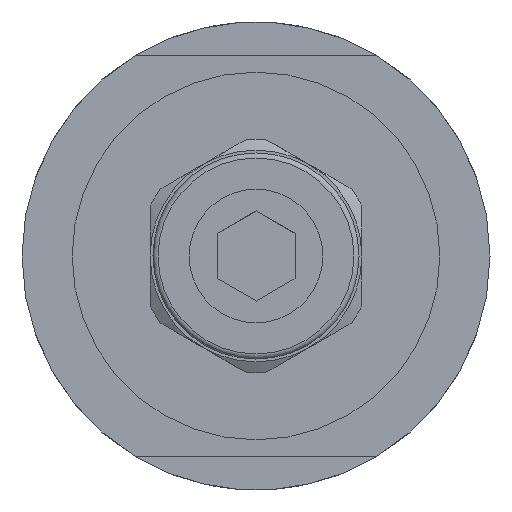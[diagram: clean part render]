
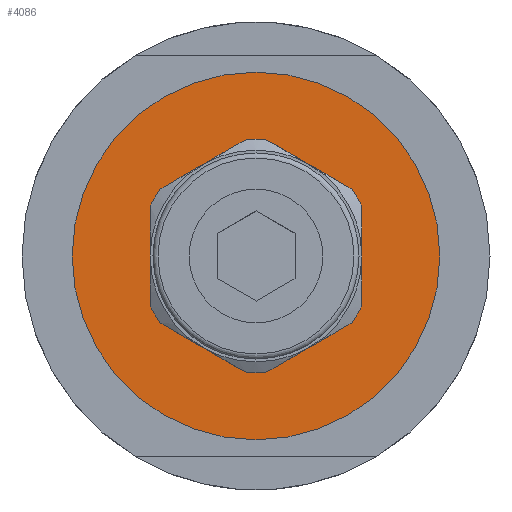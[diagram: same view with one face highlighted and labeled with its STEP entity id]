
A CAD part, left-side view. The second image highlights one B-rep face of the part: STEP entity #4086.
In plain terms, the highlighted planar face has unit normal (-1, 0, 0).
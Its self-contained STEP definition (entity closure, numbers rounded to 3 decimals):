
#4023=CARTESIAN_POINT('',(-40.,-9.,0.));
#4024=VERTEX_POINT('',#4023);
#4025=CARTESIAN_POINT('',(-40.,0.,0.));
#4026=DIRECTION('',(1.0,0.0,0.0));
#4027=DIRECTION('',(0.0,-1.0,0.0));
#4028=AXIS2_PLACEMENT_3D('',#4025,#4026,#4027);
#4029=CIRCLE('',#4028,9.0);
#4030=EDGE_CURVE('',#4024,#4024,#4029,.T.);
#4067=CARTESIAN_POINT('',(-40.,12.2,0.));
#4068=DIRECTION('',(-1.0,0.0,0.0));
#4069=DIRECTION('',(0.0,0.0,1.0));
#4070=AXIS2_PLACEMENT_3D('',#4067,#4068,#4069);
#4071=PLANE('',#4070);
#4072=CARTESIAN_POINT('',(-40.,16.5,0.));
#4073=VERTEX_POINT('',#4072);
#4074=CARTESIAN_POINT('',(-40.0,0.,0.));
#4075=DIRECTION('',(1.0,0.0,0.0));
#4076=DIRECTION('',(0.0,-1.0,0.0));
#4077=AXIS2_PLACEMENT_3D('',#4074,#4075,#4076);
#4078=CIRCLE('',#4077,16.5);
#4079=EDGE_CURVE('',#4073,#4073,#4078,.T.);
#4080=ORIENTED_EDGE('',*,*,#4079,.F.);
#4081=EDGE_LOOP('',(#4080));
#4082=FACE_OUTER_BOUND('',#4081,.T.);
#4083=ORIENTED_EDGE('',*,*,#4030,.T.);
#4084=EDGE_LOOP('',(#4083));
#4085=FACE_BOUND('',#4084,.T.);
#4086=ADVANCED_FACE('',(#4082,#4085),#4071,.T.);
